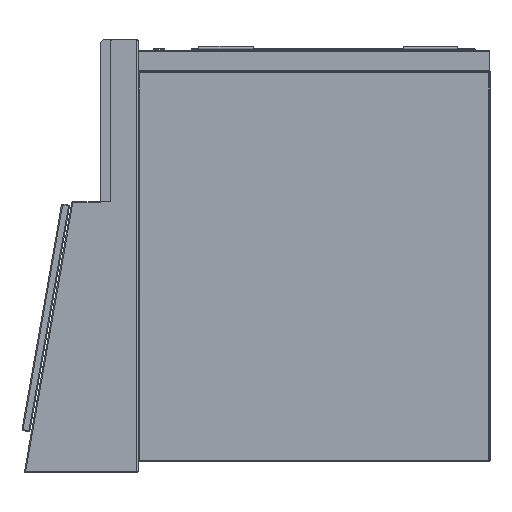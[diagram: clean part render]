
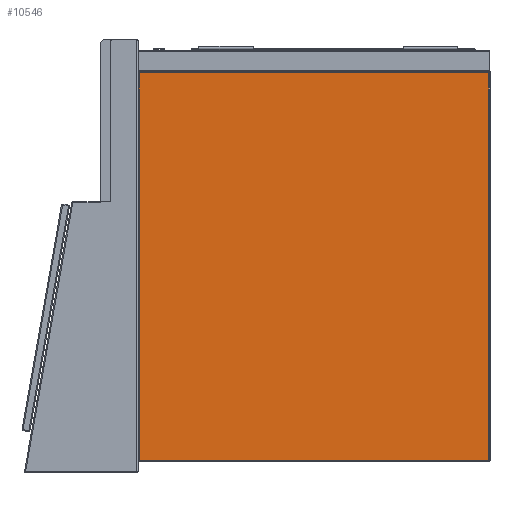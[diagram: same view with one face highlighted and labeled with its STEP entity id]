
A CAD part, left-side view. The second image highlights one B-rep face of the part: STEP entity #10546.
In plain terms, the highlighted planar face has unit normal (-1, 0, 0).
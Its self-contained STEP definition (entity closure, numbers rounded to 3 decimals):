
#641 = ORIENTED_EDGE ( 'NONE', *, *, #19601, .T. ) ;
#4599 = DIRECTION ( 'NONE',  ( 0., 1., 0. ) ) ;
#4929 = EDGE_LOOP ( 'NONE', ( #39826, #641, #22116, #6371 ) ) ;
#6371 = ORIENTED_EDGE ( 'NONE', *, *, #14563, .T. ) ;
#7764 = DIRECTION ( 'NONE',  ( -1., 0., 0. ) ) ;
#7960 = DIRECTION ( 'NONE',  ( 0., 0., 1. ) ) ;
#8193 = VERTEX_POINT ( 'NONE', #29408 ) ;
#10286 = VERTEX_POINT ( 'NONE', #25450 ) ;
#10409 = VERTEX_POINT ( 'NONE', #16822 ) ;
#10546 = ADVANCED_FACE ( 'Fl�che7', ( #30328 ), #36062, .T. ) ;
#10930 = DIRECTION ( 'NONE',  ( 0., 0., 1. ) ) ;
#11554 = EDGE_CURVE ( 'NONE', #8193, #10409, #18178, .T. ) ;
#12223 = CARTESIAN_POINT ( 'NONE',  ( -660., -325., -758. ) ) ;
#13868 = CARTESIAN_POINT ( 'NONE',  ( -660., -323., -42. ) ) ;
#14563 = EDGE_CURVE ( 'NONE', #10409, #10286, #24137, .T. ) ;
#16822 = CARTESIAN_POINT ( 'NONE',  ( -660., 323., -758. ) ) ;
#17421 = EDGE_CURVE ( 'NONE', #10286, #29404, #20192, .T. ) ;
#18009 = VECTOR ( 'NONE', #34367, 1000. ) ;
#18178 = LINE ( 'NONE', #39888, #21149 ) ;
#19601 = EDGE_CURVE ( 'NONE', #29404, #8193, #39238, .T. ) ;
#20192 = LINE ( 'NONE', #39013, #35137 ) ;
#20291 = VECTOR ( 'NONE', #4599, 1000. ) ;
#21149 = VECTOR ( 'NONE', #36608, 1000. ) ;
#22116 = ORIENTED_EDGE ( 'NONE', *, *, #11554, .T. ) ;
#22859 = CARTESIAN_POINT ( 'NONE',  ( -660., 325., -42. ) ) ;
#24137 = LINE ( 'NONE', #12223, #18009 ) ;
#25450 = CARTESIAN_POINT ( 'NONE',  ( -660., -323., -758. ) ) ;
#28279 = AXIS2_PLACEMENT_3D ( 'NONE', #35864, #7764, #7960 ) ;
#29404 = VERTEX_POINT ( 'NONE', #13868 ) ;
#29408 = CARTESIAN_POINT ( 'NONE',  ( -660., 323., -42. ) ) ;
#30328 = FACE_OUTER_BOUND ( 'NONE', #4929, .T. ) ;
#34367 = DIRECTION ( 'NONE',  ( 0., -1., 0. ) ) ;
#35137 = VECTOR ( 'NONE', #10930, 1000. ) ;
#35864 = CARTESIAN_POINT ( 'NONE',  ( -660., -325., -760. ) ) ;
#36062 = PLANE ( 'NONE',  #28279 ) ;
#36608 = DIRECTION ( 'NONE',  ( 0., 0., -1. ) ) ;
#39013 = CARTESIAN_POINT ( 'NONE',  ( -660., -323., -760. ) ) ;
#39238 = LINE ( 'NONE', #22859, #20291 ) ;
#39826 = ORIENTED_EDGE ( 'NONE', *, *, #17421, .T. ) ;
#39888 = CARTESIAN_POINT ( 'NONE',  ( -660., 323., -760. ) ) ;
